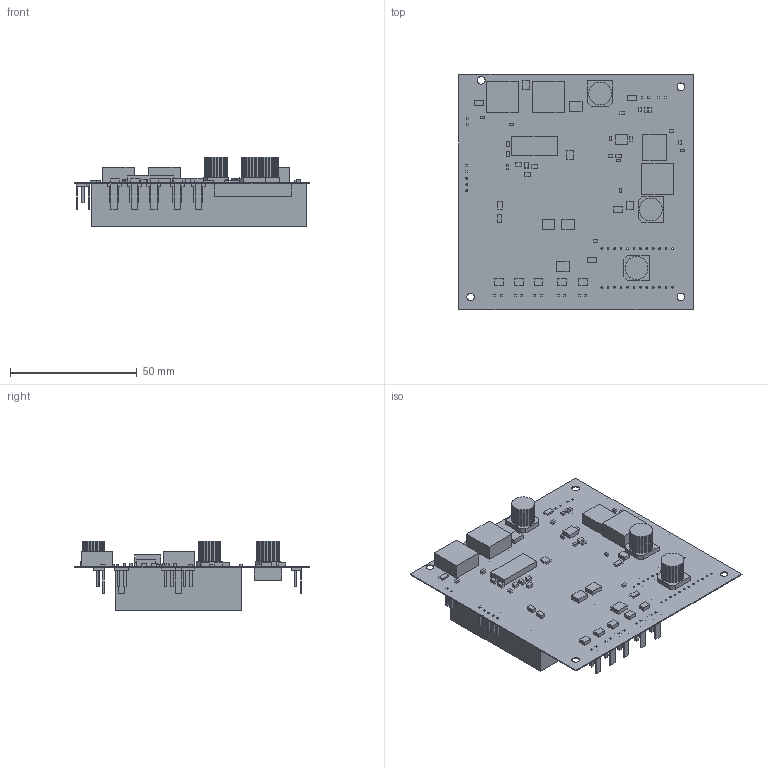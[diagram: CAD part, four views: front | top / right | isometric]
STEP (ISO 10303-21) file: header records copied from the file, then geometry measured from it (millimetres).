
FILE_DESCRIPTION(('Open CASCADE Model'),'2;1');
FILE_NAME('Open CASCADE Shape Model','2014-09-25T13:27:47',('Author'),( 'Open CASCADE'),'Open CASCADE STEP processor 6.2','Open CASCADE 6.2' ,'Unknown');
FILE_SCHEMA(('AUTOMOTIVE_DESIGN { 1 0 10303 214 1 1 1 1 }'));
Length unit declared in the file: millimetre
Products named in the file (119): PCB; Board; C105; 565775696; Extruded; C104; 565775568; C103; 565775312; Q3; 565776336; P8; 565777360; 565774544; 565777488; C112; 565778512; Bat; BT2; 565790928; C1; C2; C3; 565776848; 565776720; C4; 565775824; C5; C6; 565776592; C7; C8; C9; C10; C11; C13; 565778256; C14; C15; 565778384 ...
Assembly tree (184 placements, depth 4):
  PCB
    Board
    C105
      565775696
        Extruded
    C104
      565775568
        Extruded
    C103
      565775312
        Extruded
    Q3
      565776336
        Extruded
    P8
      565777360
        Extruded
      565774544  x2
        Extruded
      565777488
        Extruded
    C112
      565778512
        Extruded
    Bat
      565777360
        Extruded
      565774544  x2
        Extruded
      565777488
        Extruded
    BT2
      565790928
        Extruded
    C1
      565778512
        Extruded
    C2
      565778512
        Extruded
    C3
      565776848
        Extruded
      565776720
        Extruded
    C4
      565775824
        Extruded
    C5
      565775568
        Extruded
    C6
      565776592
        Extruded
      565776720
        Extruded
    C7
      565775824
        Extruded
    C8
Bounding box: 92.71 x 92.84 x 27.4 mm (x, y, z)
Volume: 84396.4 mm3; surface area: 39169.8 mm2
Topology: 95 solids, 95 shells, 938 faces, 2204 edges, 1456 vertices
Faces by surface type: plane 907, cylinder 31
Full cylindrical faces by diameter (mm): 0.635 x24, 0.762 x3, 3 x4
Entity records: 28614 total; most frequent: CARTESIAN_POINT 4719, DIRECTION 4268, LINE 2954, VECTOR 2954, ORIENTED_EDGE 2052, PCURVE 2052, DEFINITIONAL_REPRESENTATION 2052, EDGE_CURVE 1026
